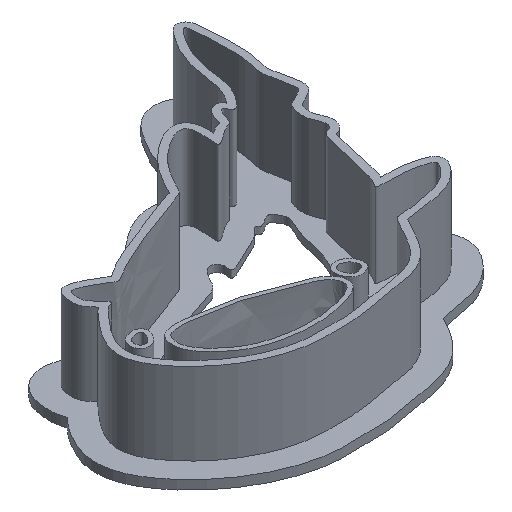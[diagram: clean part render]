
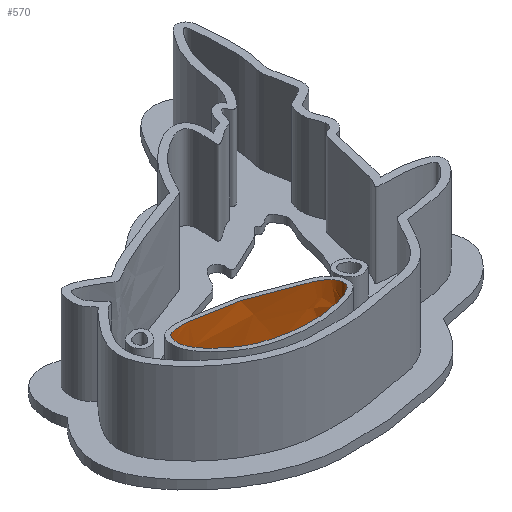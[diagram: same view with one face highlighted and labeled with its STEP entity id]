
A CAD part, isometric view. The second image highlights one B-rep face of the part: STEP entity #570.
In plain terms, the highlighted free-form (B-spline) face has degree [3, 1] with [17, 2] control points.
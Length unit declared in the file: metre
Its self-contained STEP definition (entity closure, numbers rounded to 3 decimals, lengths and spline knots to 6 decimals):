
#195=ORIENTED_EDGE('',*,*,#283,.T.);
#196=ORIENTED_EDGE('',*,*,#274,.T.);
#274=EDGE_CURVE('',#330,#330,#384,.F.);
#283=EDGE_CURVE('',#339,#339,#393,.T.);
#330=VERTEX_POINT('',#3808);
#339=VERTEX_POINT('',#4558);
#384=B_SPLINE_CURVE_WITH_KNOTS('',3,(#3791,#3792,#3793,#3794,#3795,#3796,
#3797,#3798,#3799,#3800,#3801,#3802,#3803,#3804,#3805,#3806,#3807),
 .UNSPECIFIED.,.T.,.F.,(1,1,1,1,1,1,1,1,1,1,1,1,1,1,1,1,1,1,1,1,1),(-0.222531,
-0.118689,-0.033992,0.,0.061896,0.107439,
0.16543,0.239796,0.317501,0.412823,0.508054,
0.590199,0.635903,0.691678,0.777469,
0.881311,0.966008,1.,1.061896,1.107439,
1.16543),.UNSPECIFIED.);
#393=B_SPLINE_CURVE_WITH_KNOTS('',3,(#4541,#4542,#4543,#4544,#4545,#4546,
#4547,#4548,#4549,#4550,#4551,#4552,#4553,#4554,#4555,#4556,#4557),
 .UNSPECIFIED.,.T.,.F.,(1,1,1,1,1,1,1,1,1,1,1,1,1,1,1,1,1,1,1,1,1),(-0.222531,
-0.118689,-0.033992,0.,0.061896,0.107439,
0.16543,0.239796,0.317501,0.412823,0.508054,
0.590199,0.635903,0.691678,0.777469,
0.881311,0.966008,1.,1.061896,1.107439,
1.16543),.UNSPECIFIED.);
#439=EDGE_LOOP('',(#195));
#440=EDGE_LOOP('',(#196));
#498=FACE_BOUND('',#439,.T.);
#499=FACE_BOUND('',#440,.T.);
#537=B_SPLINE_SURFACE_WITH_KNOTS('',3,1,((#4507,#4508),(#4509,#4510),(#4511,
#4512),(#4513,#4514),(#4515,#4516),(#4517,#4518),(#4519,#4520),(#4521,#4522),
(#4523,#4524),(#4525,#4526),(#4527,#4528),(#4529,#4530),(#4531,#4532),(#4533,
#4534),(#4535,#4536),(#4537,#4538),(#4539,#4540)),
 .SURF_OF_LINEAR_EXTRUSION.,.T.,.F.,.F.,(1,1,1,1,1,1,1,1,1,1,1,1,1,1,1,
1,1,1,1,1,1),(2,2),(-0.222531,-0.118689,-0.033992,
0.,0.061896,0.107439,0.16543,0.239796,
0.317501,0.412823,0.508054,0.590199,
0.635903,0.691678,0.777469,0.881311,
0.966008,1.,1.061896,1.107439,1.16543),
(0.,1.),.UNSPECIFIED.);
#570=ADVANCED_FACE('',(#498,#499),#537,.T.);
#3791=CARTESIAN_POINT('',(-0.030798,-0.02223,0.));
#3792=CARTESIAN_POINT('',(-0.031884,-0.021588,0.));
#3793=CARTESIAN_POINT('',(-0.036578,-0.02149,0.));
#3794=CARTESIAN_POINT('',(-0.0387,-0.022994,0.));
#3795=CARTESIAN_POINT('',(-0.038888,-0.027506,0.));
#3796=CARTESIAN_POINT('',(-0.034431,-0.03231,0.));
#3797=CARTESIAN_POINT('',(-0.029066,-0.036481,0.));
#3798=CARTESIAN_POINT('',(-0.018731,-0.039139,0.));
#3799=CARTESIAN_POINT('',(-0.009126,-0.03872,0.));
#3800=CARTESIAN_POINT('',(-0.000947,-0.036064,0.));
#3801=CARTESIAN_POINT('',(-0.000721,-0.032745,0.));
#3802=CARTESIAN_POINT('',(-0.00343,-0.029748,0.));
#3803=CARTESIAN_POINT('',(-0.011398,-0.026807,0.));
#3804=CARTESIAN_POINT('',(-0.021858,-0.022796,0.));
#3805=CARTESIAN_POINT('',(-0.030798,-0.02223,0.));
#3806=CARTESIAN_POINT('',(-0.031884,-0.021588,0.));
#3807=CARTESIAN_POINT('',(-0.036578,-0.02149,0.));
#3808=CARTESIAN_POINT('',(-0.032044,-0.021721,0.));
#4507=CARTESIAN_POINT('',(-0.030798,-0.02223,0.0254));
#4508=CARTESIAN_POINT('',(-0.030798,-0.02223,0.));
#4509=CARTESIAN_POINT('',(-0.031884,-0.021588,0.0254));
#4510=CARTESIAN_POINT('',(-0.031884,-0.021588,0.));
#4511=CARTESIAN_POINT('',(-0.036578,-0.02149,0.0254));
#4512=CARTESIAN_POINT('',(-0.036578,-0.02149,0.));
#4513=CARTESIAN_POINT('',(-0.0387,-0.022994,0.0254));
#4514=CARTESIAN_POINT('',(-0.0387,-0.022994,0.));
#4515=CARTESIAN_POINT('',(-0.038888,-0.027506,0.0254));
#4516=CARTESIAN_POINT('',(-0.038888,-0.027506,0.));
#4517=CARTESIAN_POINT('',(-0.034431,-0.03231,0.0254));
#4518=CARTESIAN_POINT('',(-0.034431,-0.03231,0.));
#4519=CARTESIAN_POINT('',(-0.029066,-0.036481,0.0254));
#4520=CARTESIAN_POINT('',(-0.029066,-0.036481,0.));
#4521=CARTESIAN_POINT('',(-0.018731,-0.039139,0.0254));
#4522=CARTESIAN_POINT('',(-0.018731,-0.039139,0.));
#4523=CARTESIAN_POINT('',(-0.009126,-0.03872,0.0254));
#4524=CARTESIAN_POINT('',(-0.009126,-0.03872,0.));
#4525=CARTESIAN_POINT('',(-0.000947,-0.036064,0.0254));
#4526=CARTESIAN_POINT('',(-0.000947,-0.036064,0.));
#4527=CARTESIAN_POINT('',(-0.000721,-0.032745,0.0254));
#4528=CARTESIAN_POINT('',(-0.000721,-0.032745,0.));
#4529=CARTESIAN_POINT('',(-0.00343,-0.029748,0.0254));
#4530=CARTESIAN_POINT('',(-0.00343,-0.029748,0.));
#4531=CARTESIAN_POINT('',(-0.011398,-0.026807,0.0254));
#4532=CARTESIAN_POINT('',(-0.011398,-0.026807,0.));
#4533=CARTESIAN_POINT('',(-0.021858,-0.022796,0.0254));
#4534=CARTESIAN_POINT('',(-0.021858,-0.022796,0.));
#4535=CARTESIAN_POINT('',(-0.030798,-0.02223,0.0254));
#4536=CARTESIAN_POINT('',(-0.030798,-0.02223,0.));
#4537=CARTESIAN_POINT('',(-0.031884,-0.021588,0.0254));
#4538=CARTESIAN_POINT('',(-0.031884,-0.021588,0.));
#4539=CARTESIAN_POINT('',(-0.036578,-0.02149,0.0254));
#4540=CARTESIAN_POINT('',(-0.036578,-0.02149,0.));
#4541=CARTESIAN_POINT('',(-0.030798,-0.02223,0.0254));
#4542=CARTESIAN_POINT('',(-0.031884,-0.021588,0.0254));
#4543=CARTESIAN_POINT('',(-0.036578,-0.02149,0.0254));
#4544=CARTESIAN_POINT('',(-0.0387,-0.022994,0.0254));
#4545=CARTESIAN_POINT('',(-0.038888,-0.027506,0.0254));
#4546=CARTESIAN_POINT('',(-0.034431,-0.03231,0.0254));
#4547=CARTESIAN_POINT('',(-0.029066,-0.036481,0.0254));
#4548=CARTESIAN_POINT('',(-0.018731,-0.039139,0.0254));
#4549=CARTESIAN_POINT('',(-0.009126,-0.03872,0.0254));
#4550=CARTESIAN_POINT('',(-0.000947,-0.036064,0.0254));
#4551=CARTESIAN_POINT('',(-0.000721,-0.032745,0.0254));
#4552=CARTESIAN_POINT('',(-0.00343,-0.029748,0.0254));
#4553=CARTESIAN_POINT('',(-0.011398,-0.026807,0.0254));
#4554=CARTESIAN_POINT('',(-0.021858,-0.022796,0.0254));
#4555=CARTESIAN_POINT('',(-0.030798,-0.02223,0.0254));
#4556=CARTESIAN_POINT('',(-0.031884,-0.021588,0.0254));
#4557=CARTESIAN_POINT('',(-0.036578,-0.02149,0.0254));
#4558=CARTESIAN_POINT('',(-0.032044,-0.021721,0.0254));
